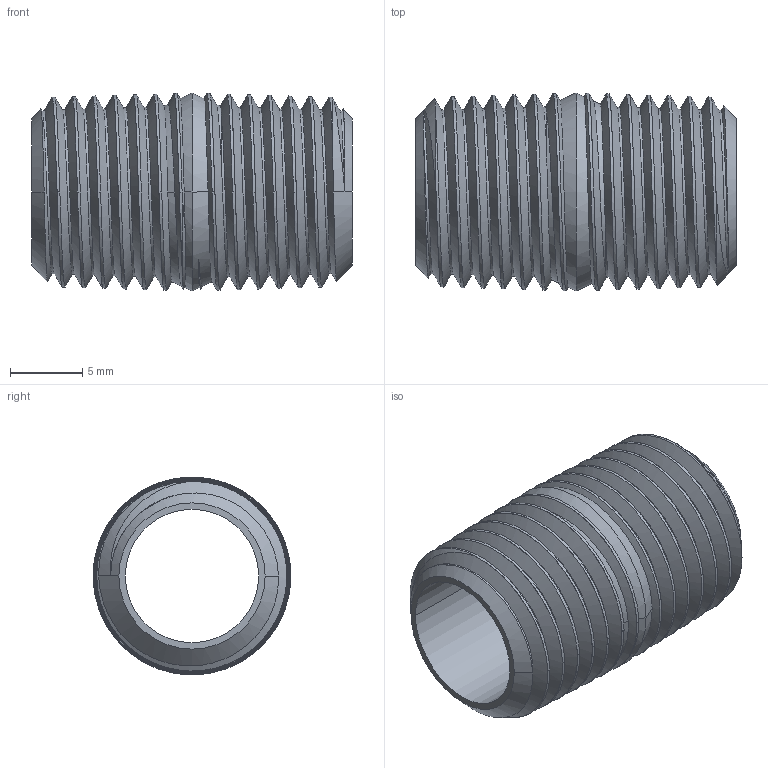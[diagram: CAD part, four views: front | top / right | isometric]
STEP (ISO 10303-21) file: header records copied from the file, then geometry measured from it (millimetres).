
FILE_DESCRIPTION(/* description */ (''),/* implementation_level */ '2;1');
FILE_NAME(/* name */ '112-N2.stp',/* time_stamp */ '2024-01-23T10:02:00-05:00',/* author */ ('esanner'),/* organization */ (''),/* preprocessor_version */ 'ST-DEVELOPER v19',/* originating_system */ 'AutoCAD Mechanical',/* authorisation */ '');
FILE_SCHEMA (('AUTOMOTIVE_DESIGN { 1 0 10303 214 3 1 1 }'));
Length unit declared in the file: millimetre
Products named in the file (2): Product; 112-N2
Assembly tree (1 placements, depth 2):
  Product
    112-N2
Bounding box: 22.23 x 13.72 x 13.72 mm (x, y, z)
Volume: 1230.5 mm3; surface area: 2110.7 mm2
Topology: 1 solids, 1 shells, 138 faces, 328 edges, 192 vertices
Faces by surface type: bspline 94, cone 40, cylinder 2, plane 2
Entity records: 34583 total; most frequent: CARTESIAN_POINT 32195, ORIENTED_EDGE 656, EDGE_CURVE 328, B_SPLINE_CURVE_WITH_KNOTS 266, VERTEX_POINT 192, DIRECTION 180, EDGE_LOOP 140, FACE_OUTER_BOUND 138
